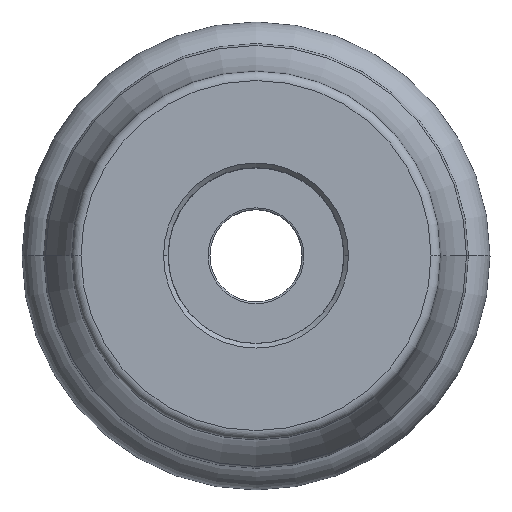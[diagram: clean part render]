
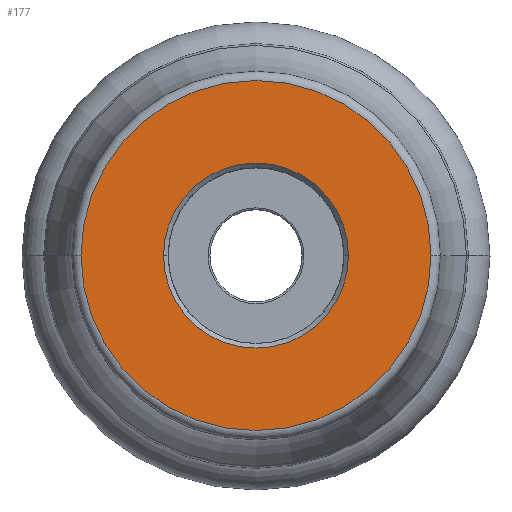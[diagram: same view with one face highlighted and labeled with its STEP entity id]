
A CAD part, top view. The second image highlights one B-rep face of the part: STEP entity #177.
In plain terms, the highlighted planar face has unit normal (0, 0, 1).
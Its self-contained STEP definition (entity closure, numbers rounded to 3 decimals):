
#120=PLANE('',#1114);
#128=FACE_BOUND('',#305,.T.);
#129=FACE_BOUND('',#306,.T.);
#177=ADVANCED_FACE('',(#128,#129),#120,.F.);
#305=EDGE_LOOP('',(#470,#471,#472,#473));
#306=EDGE_LOOP('',(#474,#475));
#470=ORIENTED_EDGE('',*,*,#778,.F.);
#471=ORIENTED_EDGE('',*,*,#775,.F.);
#472=ORIENTED_EDGE('',*,*,#774,.F.);
#473=ORIENTED_EDGE('',*,*,#779,.T.);
#474=ORIENTED_EDGE('',*,*,#780,.F.);
#475=ORIENTED_EDGE('',*,*,#781,.F.);
#660=VERTEX_POINT('',#1718);
#661=VERTEX_POINT('',#1719);
#662=VERTEX_POINT('',#1721);
#663=VERTEX_POINT('',#1726);
#664=VERTEX_POINT('',#1730);
#665=VERTEX_POINT('',#1731);
#774=EDGE_CURVE('',#660,#661,#925,.T.);
#775=EDGE_CURVE('',#661,#662,#926,.T.);
#778=EDGE_CURVE('',#662,#663,#929,.T.);
#779=EDGE_CURVE('',#660,#663,#930,.T.);
#780=EDGE_CURVE('',#664,#665,#931,.T.);
#781=EDGE_CURVE('',#665,#664,#932,.T.);
#925=CIRCLE('',#1104,38.);
#926=CIRCLE('',#1105,38.);
#929=CIRCLE('',#1109,38.);
#930=CIRCLE('',#1110,38.);
#931=CIRCLE('',#1112,20.085);
#932=CIRCLE('',#1113,20.085);
#1104=AXIS2_PLACEMENT_3D('',#1717,#1381,#1382);
#1105=AXIS2_PLACEMENT_3D('',#1720,#1383,#1384);
#1109=AXIS2_PLACEMENT_3D('',#1725,#1391,#1392);
#1110=AXIS2_PLACEMENT_3D('',#1727,#1393,#1394);
#1112=AXIS2_PLACEMENT_3D('',#1729,#1397,#1398);
#1113=AXIS2_PLACEMENT_3D('',#1732,#1399,#1400);
#1114=AXIS2_PLACEMENT_3D('',#1733,#1401,#1402);
#1381=DIRECTION('',(0.,0.,-1.));
#1382=DIRECTION('',(1.,0.,0.));
#1383=DIRECTION('',(0.,0.,-1.));
#1384=DIRECTION('',(-1.,0.,0.));
#1391=DIRECTION('',(0.,0.,-1.));
#1392=DIRECTION('',(-1.,0.,0.));
#1393=DIRECTION('',(0.,0.,1.));
#1394=DIRECTION('',(1.,0.,0.));
#1397=DIRECTION('',(0.,0.,1.));
#1398=DIRECTION('',(1.,0.,0.));
#1399=DIRECTION('',(0.,0.,1.));
#1400=DIRECTION('',(-1.,0.,0.));
#1401=DIRECTION('',(0.,0.,-1.));
#1402=DIRECTION('',(1.,0.,0.));
#1717=CARTESIAN_POINT('',(0.,0.,0.));
#1718=CARTESIAN_POINT('',(38.,0.,0.));
#1719=CARTESIAN_POINT('',(-38.,-0.015,0.));
#1720=CARTESIAN_POINT('',(0.,0.,0.));
#1721=CARTESIAN_POINT('',(-38.,0.,0.));
#1725=CARTESIAN_POINT('',(0.,0.,0.));
#1726=CARTESIAN_POINT('',(38.,0.015,0.));
#1727=CARTESIAN_POINT('',(0.,0.,0.));
#1729=CARTESIAN_POINT('',(0.,0.,0.));
#1730=CARTESIAN_POINT('',(20.085,0.,0.));
#1731=CARTESIAN_POINT('',(-20.085,0.,0.));
#1732=CARTESIAN_POINT('',(0.,0.,0.));
#1733=CARTESIAN_POINT('',(0.,0.,0.));
